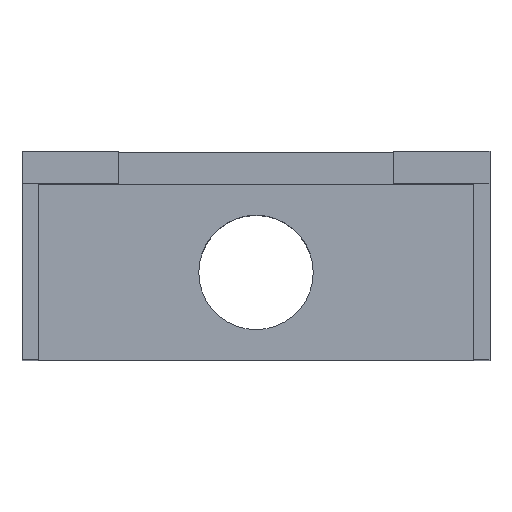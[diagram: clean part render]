
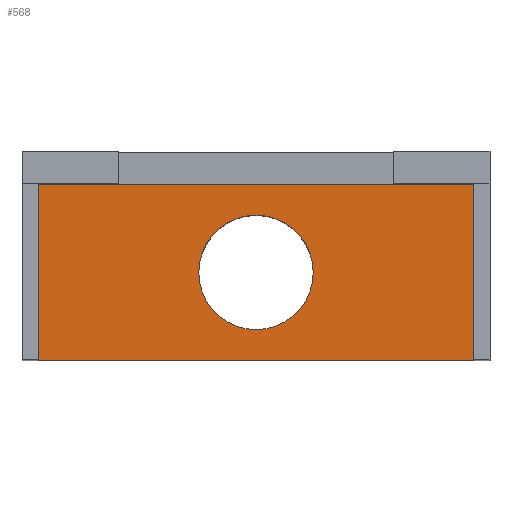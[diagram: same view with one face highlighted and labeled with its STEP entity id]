
A CAD part, top view. The second image highlights one B-rep face of the part: STEP entity #568.
In plain terms, the highlighted planar face has unit normal (0, 0, 1).
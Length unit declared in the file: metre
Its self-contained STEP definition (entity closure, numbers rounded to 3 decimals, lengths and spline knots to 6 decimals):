
#23=CIRCLE('',#612,0.003571);
#135=ORIENTED_EDGE('',*,*,#237,.F.);
#136=ORIENTED_EDGE('',*,*,#192,.F.);
#137=ORIENTED_EDGE('',*,*,#211,.F.);
#138=ORIENTED_EDGE('',*,*,#185,.T.);
#139=ORIENTED_EDGE('',*,*,#202,.T.);
#185=EDGE_CURVE('',#255,#261,#313,.T.);
#192=EDGE_CURVE('',#268,#269,#320,.T.);
#202=EDGE_CURVE('',#261,#269,#330,.T.);
#211=EDGE_CURVE('',#255,#268,#339,.T.);
#237=EDGE_CURVE('',#295,#295,#23,.T.);
#255=VERTEX_POINT('',#768);
#261=VERTEX_POINT('',#780);
#268=VERTEX_POINT('',#795);
#269=VERTEX_POINT('',#797);
#295=VERTEX_POINT('',#886);
#313=LINE('',#781,#385);
#320=LINE('',#796,#392);
#330=LINE('',#817,#402);
#339=LINE('',#832,#411);
#385=VECTOR('',#635,1.);
#392=VECTOR('',#644,1.);
#402=VECTOR('',#658,1.);
#411=VECTOR('',#671,1.);
#471=EDGE_LOOP('',(#135));
#472=EDGE_LOOP('',(#136,#137,#138,#139));
#507=FACE_BOUND('',#471,.T.);
#508=FACE_BOUND('',#472,.T.);
#541=PLANE('',#611);
#568=ADVANCED_FACE('',(#507,#508),#541,.T.);
#611=AXIS2_PLACEMENT_3D('',#884,#724,#725);
#612=AXIS2_PLACEMENT_3D('',#885,#726,#727);
#635=DIRECTION('',(1.,0.,0.));
#644=DIRECTION('',(1.,0.,0.));
#658=DIRECTION('',(0.,1.,0.));
#671=DIRECTION('',(0.,1.,0.));
#724=DIRECTION('',(0.,0.,1.));
#725=DIRECTION('',(1.,0.,0.));
#726=DIRECTION('',(0.,0.,1.));
#727=DIRECTION('',(1.,0.,0.));
#768=CARTESIAN_POINT('',(-0.0136,-0.013,-0.021));
#780=CARTESIAN_POINT('',(0.0136,-0.013,-0.021));
#781=CARTESIAN_POINT('',(0.,-0.013,-0.021));
#795=CARTESIAN_POINT('',(-0.0136,-0.002,-0.021));
#796=CARTESIAN_POINT('',(0.,-0.002,-0.021));
#797=CARTESIAN_POINT('',(0.0136,-0.002,-0.021));
#817=CARTESIAN_POINT('',(0.0136,-0.013,-0.021));
#832=CARTESIAN_POINT('',(-0.0136,-0.013,-0.021));
#884=CARTESIAN_POINT('',(0.,-0.013,-0.021));
#885=CARTESIAN_POINT('',(0.,-0.0075,-0.021));
#886=CARTESIAN_POINT('',(0.003571,-0.0075,-0.021));
